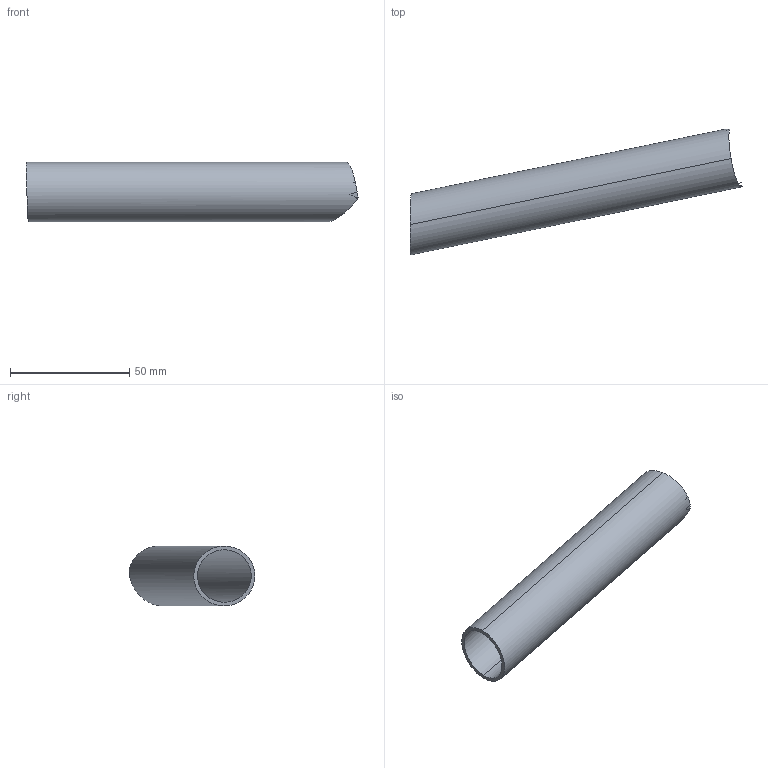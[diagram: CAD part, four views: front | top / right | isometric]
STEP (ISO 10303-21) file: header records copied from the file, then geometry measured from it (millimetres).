
FILE_DESCRIPTION(('STEP AP214'),'1');
FILE_NAME('16.stp','2019-12-11T16:56:09',(' '),(' '),'Spatial InterOp 3D',' ',' ');
FILE_SCHEMA(('AUTOMOTIVE_DESIGN { 1 0 10303 214 1 1 1 1 }'));
Length unit declared in the file: metre
Products named in the file (1): PartBody/Assemble.1
Bounding box: 139.06 x 52.66 x 25 mm (x, y, z)
Volume: 14713.3 mm3; surface area: 20096.6 mm2
Topology: 2 solids, 2 shells, 13 faces, 35 edges, 25 vertices
Faces by surface type: cylinder 12, plane 1
Entity records: 1084 total; most frequent: CARTESIAN_POINT 501, ORIENTED_EDGE 70, DIRECTION 49, STYLED_ITEM 43, PRESENTATION_STYLE_ASSIGNMENT 43, COLOUR_RGB 43, EDGE_CURVE 35, CURVE_STYLE 28
